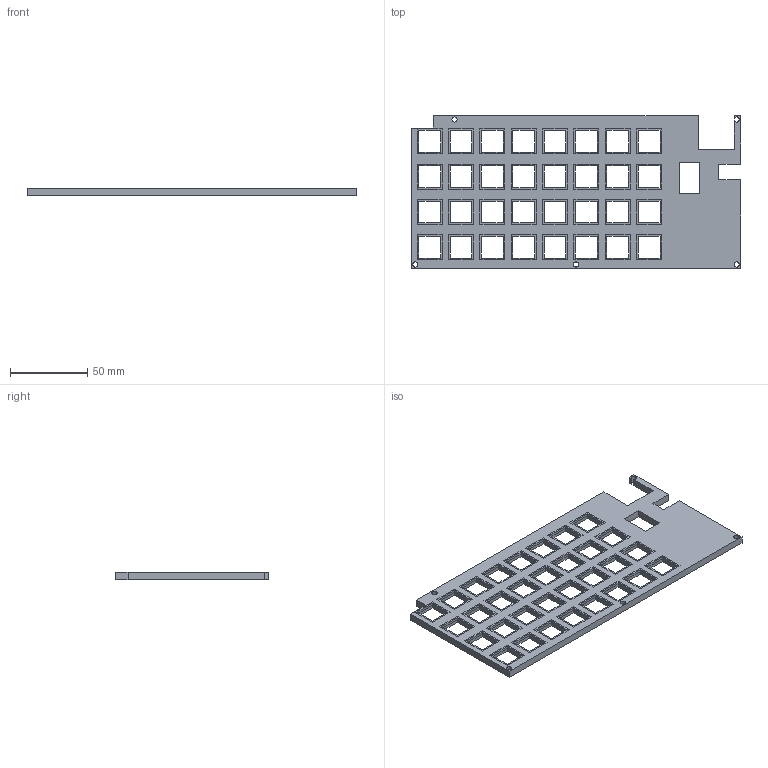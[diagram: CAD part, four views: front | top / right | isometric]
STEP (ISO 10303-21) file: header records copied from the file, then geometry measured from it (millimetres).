
FILE_DESCRIPTION (( 'STEP AP203' ), '1' );
FILE_NAME ('Keyplate.STEP', '2022-12-10T04:33:43', ( '' ), ( '' ), 'SwSTEP 2.0', 'SolidWorks 2020', '' );
FILE_SCHEMA (( 'CONFIG_CONTROL_DESIGN' ));
Length unit declared in the file: millimetre
Products named in the file (1): Keyplate
Bounding box: 213.36 x 99.06 x 4.8 mm (x, y, z)
Volume: 59112.9 mm3; surface area: 47301.4 mm2
Topology: 33 solids, 33 shells, 479 faces, 1239 edges, 826 vertices
Faces by surface type: plane 469, cylinder 10
Entity records: 14602 total; most frequent: CARTESIAN_POINT 2545, ORIENTED_EDGE 2478, DIRECTION 2219, EDGE_CURVE 1239, LINE 1219, VECTOR 1219, VERTEX_POINT 826, EDGE_LOOP 617
